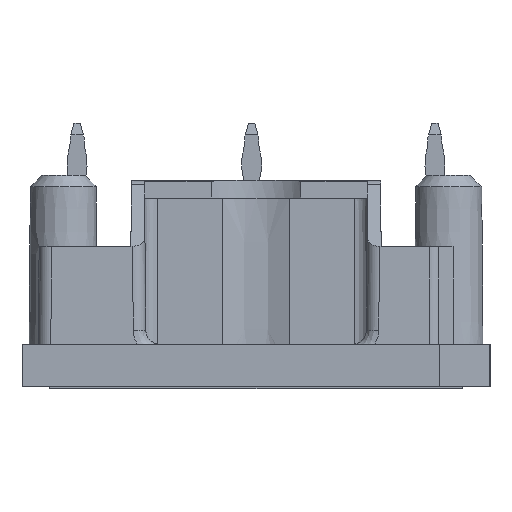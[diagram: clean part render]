
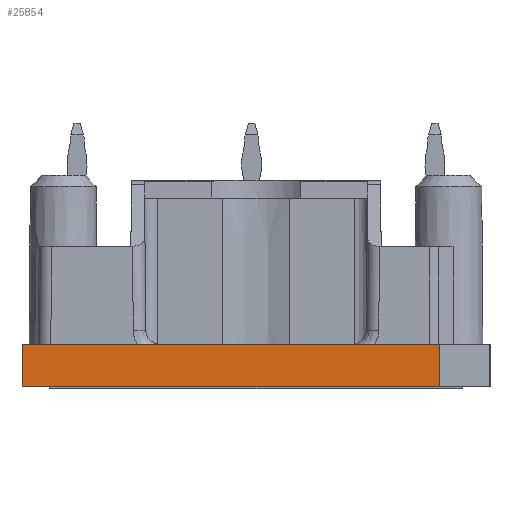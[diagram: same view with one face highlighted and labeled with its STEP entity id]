
A CAD part, left-side view. The second image highlights one B-rep face of the part: STEP entity #25854.
In plain terms, the highlighted planar face has unit normal (-1, 0, 0).
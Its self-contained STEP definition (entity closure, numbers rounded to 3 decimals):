
#2576=ORIENTED_EDGE('',*,*,#7542,.T.);
#2577=ORIENTED_EDGE('',*,*,#7441,.F.);
#2578=ORIENTED_EDGE('',*,*,#7543,.T.);
#2579=ORIENTED_EDGE('',*,*,#7414,.T.);
#7414=EDGE_CURVE('',#9906,#9905,#11752,.T.);
#7441=EDGE_CURVE('',#9917,#9918,#11769,.T.);
#7542=EDGE_CURVE('',#9905,#9918,#11825,.T.);
#7543=EDGE_CURVE('',#9917,#9906,#11826,.T.);
#9905=VERTEX_POINT('',#35406);
#9906=VERTEX_POINT('',#35408);
#9917=VERTEX_POINT('',#35466);
#9918=VERTEX_POINT('',#35467);
#11752=LINE('',#35407,#13792);
#11769=LINE('',#35465,#13809);
#11825=LINE('',#35703,#13865);
#11826=LINE('',#35704,#13866);
#13792=VECTOR('',#29841,1000.);
#13809=VECTOR('',#29886,1000.);
#13865=VECTOR('',#30028,1000.);
#13866=VECTOR('',#30029,1000.);
#15607=EDGE_LOOP('',(#2576,#2577,#2578,#2579));
#16751=FACE_BOUND('',#15607,.T.);
#17730=PLANE('',#27152);
#25854=ADVANCED_FACE('',(#16751),#17730,.F.);
#27152=AXIS2_PLACEMENT_3D('',#35702,#30026,#30027);
#29841=DIRECTION('',(0.,-1.,0.));
#29886=DIRECTION('',(0.,-1.,0.));
#30026=DIRECTION('',(1.,0.,0.));
#30027=DIRECTION('',(0.,1.,0.));
#30028=DIRECTION('',(0.,0.,1.));
#30029=DIRECTION('',(0.,0.,-1.));
#35406=CARTESIAN_POINT('',(-41.,-14.7,0.));
#35407=CARTESIAN_POINT('',(-41.,18.7,0.));
#35408=CARTESIAN_POINT('',(-41.,18.7,0.));
#35465=CARTESIAN_POINT('',(-41.,18.7,3.4));
#35466=CARTESIAN_POINT('',(-41.,18.7,3.4));
#35467=CARTESIAN_POINT('',(-41.,-14.7,3.4));
#35702=CARTESIAN_POINT('',(-41.,18.7,3.4));
#35703=CARTESIAN_POINT('',(-41.,-14.7,3.4));
#35704=CARTESIAN_POINT('',(-41.,18.7,3.4));
